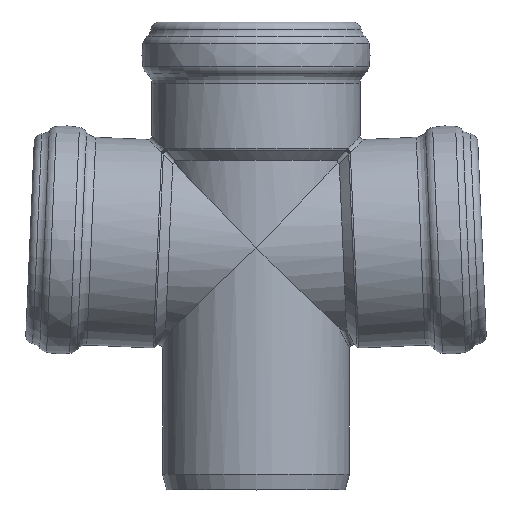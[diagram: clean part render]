
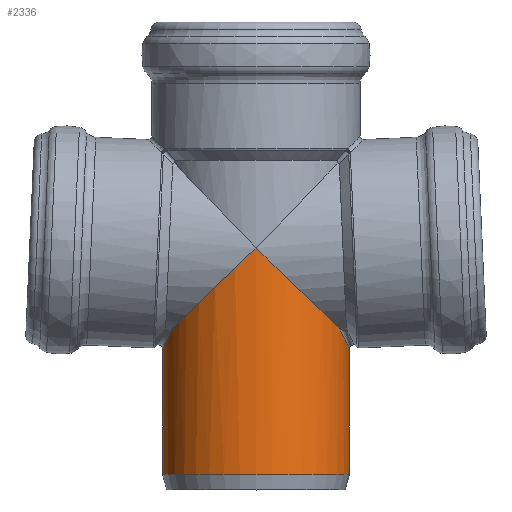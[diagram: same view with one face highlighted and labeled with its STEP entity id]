
A CAD part, top view. The second image highlights one B-rep face of the part: STEP entity #2336.
In plain terms, the highlighted cylindrical face has radius 39.1 mm (diameter 78.2 mm), a full revolution.
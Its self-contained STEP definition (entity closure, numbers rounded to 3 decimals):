
#97=B_SPLINE_CURVE_WITH_KNOTS('',3,(#5122,#5123,#5124,#5125,#5126,#5127,
#5128),.UNSPECIFIED.,.F.,.F.,(4,1,1,1,4),(-12.912,-12.292,
-11.672,-11.052,-10.742),.UNSPECIFIED.);
#98=B_SPLINE_CURVE_WITH_KNOTS('',3,(#5129,#5130,#5131,#5132,#5133,#5134),
 .UNSPECIFIED.,.F.,.F.,(4,1,1,4),(-10.742,-10.432,-9.191,
-8.571),.UNSPECIFIED.);
#100=B_SPLINE_CURVE_WITH_KNOTS('',3,(#5223,#5224,#5225,#5226,#5227,#5228,
#5229,#5230,#5231),.UNSPECIFIED.,.F.,.F.,(4,1,1,1,1,1,4),(-12.912,
-12.292,-11.672,-11.052,-10.432,
-9.191,-8.571),.UNSPECIFIED.);
#153=ELLIPSE('',#2525,54.128,39.1);
#155=ELLIPSE('',#2573,54.128,39.1);
#156=ELLIPSE('',#2575,54.128,39.1);
#157=ELLIPSE('',#2629,54.128,39.1);
#176=CYLINDRICAL_SURFACE('',#2628,39.1);
#312=FACE_OUTER_BOUND('',#436,.T.);
#436=EDGE_LOOP('',(#1983,#1984,#1985,#1986,#1987,#1988,#1989,#1990,#1991,
#1992,#1993));
#494=LINE('',#5377,#524);
#524=VECTOR('',#3256,39.1);
#703=CIRCLE('',#2630,39.1);
#704=CIRCLE('',#2631,39.1);
#924=VERTEX_POINT('',#4923);
#926=VERTEX_POINT('',#4929);
#956=VERTEX_POINT('',#5102);
#957=VERTEX_POINT('',#5121);
#958=VERTEX_POINT('',#5136);
#959=VERTEX_POINT('',#5202);
#961=VERTEX_POINT('',#5222);
#990=VERTEX_POINT('',#5376);
#991=VERTEX_POINT('',#5378);
#1254=EDGE_CURVE('',#924,#926,#153,.T.);
#1296=EDGE_CURVE('',#956,#957,#97,.T.);
#1297=EDGE_CURVE('',#957,#926,#98,.T.);
#1299=EDGE_CURVE('',#956,#958,#155,.T.);
#1301=EDGE_CURVE('',#959,#961,#100,.T.);
#1304=EDGE_CURVE('',#959,#924,#156,.T.);
#1347=EDGE_CURVE('',#958,#961,#157,.T.);
#1348=EDGE_CURVE('',#957,#990,#494,.T.);
#1349=EDGE_CURVE('',#990,#991,#703,.T.);
#1350=EDGE_CURVE('',#991,#990,#704,.T.);
#1983=ORIENTED_EDGE('',*,*,#1296,.F.);
#1984=ORIENTED_EDGE('',*,*,#1299,.T.);
#1985=ORIENTED_EDGE('',*,*,#1347,.T.);
#1986=ORIENTED_EDGE('',*,*,#1301,.F.);
#1987=ORIENTED_EDGE('',*,*,#1304,.T.);
#1988=ORIENTED_EDGE('',*,*,#1254,.T.);
#1989=ORIENTED_EDGE('',*,*,#1297,.F.);
#1990=ORIENTED_EDGE('',*,*,#1348,.T.);
#1991=ORIENTED_EDGE('',*,*,#1349,.T.);
#1992=ORIENTED_EDGE('',*,*,#1350,.T.);
#1993=ORIENTED_EDGE('',*,*,#1348,.F.);
#2336=ADVANCED_FACE('',(#312),#176,.T.);
#2525=AXIS2_PLACEMENT_3D('',#4950,#3037,#3038);
#2573=AXIS2_PLACEMENT_3D('',#5138,#3138,#3139);
#2575=AXIS2_PLACEMENT_3D('',#5263,#3142,#3143);
#2628=AXIS2_PLACEMENT_3D('',#5374,#3252,#3253);
#2629=AXIS2_PLACEMENT_3D('',#5375,#3254,#3255);
#2630=AXIS2_PLACEMENT_3D('',#5379,#3257,#3258);
#2631=AXIS2_PLACEMENT_3D('',#5380,#3259,#3260);
#3037=DIRECTION('center_axis',(-0.692,-0.722,0.));
#3038=DIRECTION('ref_axis',(-0.722,0.692,0.));
#3138=DIRECTION('center_axis',(-0.692,-0.722,0.));
#3139=DIRECTION('ref_axis',(-0.722,0.692,0.));
#3142=DIRECTION('center_axis',(0.692,-0.722,0.));
#3143=DIRECTION('ref_axis',(0.722,0.692,0.));
#3252=DIRECTION('center_axis',(0.,1.,0.));
#3253=DIRECTION('ref_axis',(-1.,0.,0.));
#3254=DIRECTION('center_axis',(0.692,-0.722,0.));
#3255=DIRECTION('ref_axis',(0.722,0.692,0.));
#3256=DIRECTION('',(0.,-1.,0.));
#3257=DIRECTION('center_axis',(0.,1.,0.));
#3258=DIRECTION('ref_axis',(1.,0.,0.));
#3259=DIRECTION('center_axis',(0.,1.,0.));
#3260=DIRECTION('ref_axis',(1.,0.,0.));
#4923=CARTESIAN_POINT('',(0.,101.,-39.1));
#4929=CARTESIAN_POINT('',(34.739,67.745,-17.945));
#4950=CARTESIAN_POINT('Origin',(0.,101.,0.));
#5102=CARTESIAN_POINT('',(34.739,67.745,17.945));
#5121=CARTESIAN_POINT('',(39.1,59.112,0.));
#5122=CARTESIAN_POINT('Ctrl Pts',(34.739,67.745,17.945));
#5123=CARTESIAN_POINT('Ctrl Pts',(35.408,66.336,16.65));
#5124=CARTESIAN_POINT('Ctrl Pts',(36.691,63.732,13.814));
#5125=CARTESIAN_POINT('Ctrl Pts',(38.239,60.733,8.768));
#5126=CARTESIAN_POINT('Ctrl Pts',(38.986,59.325,3.989));
#5127=CARTESIAN_POINT('Ctrl Pts',(39.099,59.113,0.996));
#5128=CARTESIAN_POINT('Ctrl Pts',(39.1,59.112,0.));
#5129=CARTESIAN_POINT('Ctrl Pts',(39.1,59.112,0.));
#5130=CARTESIAN_POINT('Ctrl Pts',(39.1,59.112,-0.999));
#5131=CARTESIAN_POINT('Ctrl Pts',(38.914,59.463,-5.985));
#5132=CARTESIAN_POINT('Ctrl Pts',(37.335,62.429,-12.428));
#5133=CARTESIAN_POINT('Ctrl Pts',(35.408,66.336,-16.65));
#5134=CARTESIAN_POINT('Ctrl Pts',(34.739,67.745,-17.945));
#5136=CARTESIAN_POINT('',(0.,101.,39.1));
#5138=CARTESIAN_POINT('Origin',(0.,101.,0.));
#5202=CARTESIAN_POINT('',(-34.739,67.745,-17.945));
#5222=CARTESIAN_POINT('',(-34.739,67.745,17.945));
#5223=CARTESIAN_POINT('Ctrl Pts',(-34.739,67.745,-17.945));
#5224=CARTESIAN_POINT('Ctrl Pts',(-35.408,66.336,-16.65));
#5225=CARTESIAN_POINT('Ctrl Pts',(-36.691,63.732,-13.814));
#5226=CARTESIAN_POINT('Ctrl Pts',(-38.239,60.733,-8.768));
#5227=CARTESIAN_POINT('Ctrl Pts',(-39.136,59.043,-3.032));
#5228=CARTESIAN_POINT('Ctrl Pts',(-39.139,59.04,5.066));
#5229=CARTESIAN_POINT('Ctrl Pts',(-37.335,62.429,12.428));
#5230=CARTESIAN_POINT('Ctrl Pts',(-35.408,66.336,16.65));
#5231=CARTESIAN_POINT('Ctrl Pts',(-34.739,67.745,17.945));
#5263=CARTESIAN_POINT('Origin',(0.,101.,0.));
#5374=CARTESIAN_POINT('Origin',(0.,72.19,0.));
#5375=CARTESIAN_POINT('Origin',(0.,101.,0.));
#5376=CARTESIAN_POINT('',(39.1,6.5,0.));
#5377=CARTESIAN_POINT('',(39.1,72.19,0.));
#5378=CARTESIAN_POINT('',(-39.1,6.5,0.));
#5379=CARTESIAN_POINT('Origin',(0.,6.5,0.));
#5380=CARTESIAN_POINT('Origin',(0.,6.5,0.));
